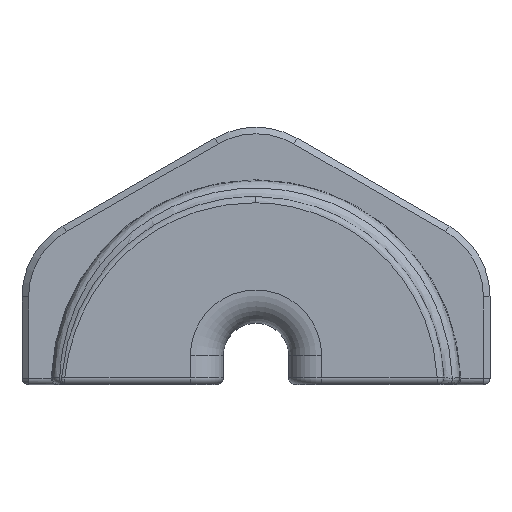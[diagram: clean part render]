
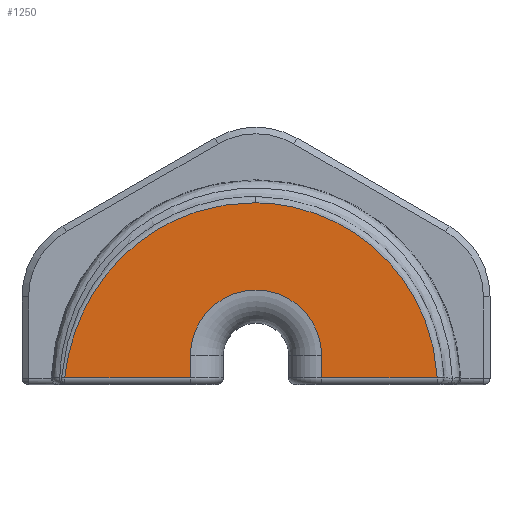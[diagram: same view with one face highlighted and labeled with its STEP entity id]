
A CAD part, top view. The second image highlights one B-rep face of the part: STEP entity #1250.
In plain terms, the highlighted planar face has unit normal (0, 0, 1).
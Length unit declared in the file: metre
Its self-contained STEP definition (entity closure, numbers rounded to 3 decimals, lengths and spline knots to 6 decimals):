
#72=CIRCLE('',#1365,0.004);
#148=LINE('',#3105,#230);
#149=LINE('',#3108,#231);
#150=LINE('',#3127,#232);
#151=LINE('',#3129,#233);
#230=VECTOR('',#1555,1.);
#231=VECTOR('',#1556,1.);
#232=VECTOR('',#1557,1.);
#233=VECTOR('',#1558,1.);
#285=PLANE('',#1364);
#315=B_SPLINE_CURVE_WITH_KNOTS('',3,(#3110,#3111,#3112,#3113,#3114,#3115,
#3116),.UNSPECIFIED.,.F.,.F.,(4,1,1,1,4),(0.017707,0.021963,
0.026219,0.030475,0.034731),.UNSPECIFIED.);
#316=B_SPLINE_CURVE_WITH_KNOTS('',3,(#3118,#3119,#3120,#3121,#3122,#3123,
#3124,#3125),.UNSPECIFIED.,.F.,.F.,(4,1,1,1,1,4),(0.,
0.004329,0.006493,0.008657,0.012986,
0.017315),.UNSPECIFIED.);
#424=ORIENTED_EDGE('',*,*,#800,.T.);
#425=ORIENTED_EDGE('',*,*,#801,.T.);
#426=ORIENTED_EDGE('',*,*,#802,.T.);
#427=ORIENTED_EDGE('',*,*,#803,.T.);
#428=ORIENTED_EDGE('',*,*,#804,.T.);
#429=ORIENTED_EDGE('',*,*,#805,.T.);
#430=ORIENTED_EDGE('',*,*,#806,.T.);
#800=EDGE_CURVE('',#983,#984,#148,.F.);
#801=EDGE_CURVE('',#984,#985,#149,.F.);
#802=EDGE_CURVE('',#985,#986,#315,.T.);
#803=EDGE_CURVE('',#986,#987,#316,.T.);
#804=EDGE_CURVE('',#987,#988,#150,.F.);
#805=EDGE_CURVE('',#988,#989,#151,.F.);
#806=EDGE_CURVE('',#989,#983,#72,.F.);
#983=VERTEX_POINT('',#3106);
#984=VERTEX_POINT('',#3107);
#985=VERTEX_POINT('',#3109);
#986=VERTEX_POINT('',#3117);
#987=VERTEX_POINT('',#3126);
#988=VERTEX_POINT('',#3128);
#989=VERTEX_POINT('',#3130);
#1053=EDGE_LOOP('',(#424,#425,#426,#427,#428,#429,#430));
#1140=FACE_BOUND('',#1053,.T.);
#1250=ADVANCED_FACE('',(#1140),#285,.T.);
#1364=AXIS2_PLACEMENT_3D('',#3104,#1553,#1554);
#1365=AXIS2_PLACEMENT_3D('',#3131,#1559,#1560);
#1553=DIRECTION('',(0.,0.,1.));
#1554=DIRECTION('',(0.866,-0.5,0.));
#1555=DIRECTION('',(0.,1.,0.));
#1556=DIRECTION('',(-1.,0.,0.));
#1557=DIRECTION('',(-1.,0.,0.));
#1558=DIRECTION('',(0.,-1.,0.));
#1559=DIRECTION('',(0.,0.,1.));
#1560=DIRECTION('',(0.866,-0.5,0.));
#3104=CARTESIAN_POINT('',(0.,0.,0.013));
#3105=CARTESIAN_POINT('',(0.004,-0.00175,0.013));
#3106=CARTESIAN_POINT('',(0.004,0.00175,0.013));
#3107=CARTESIAN_POINT('',(0.004,0.0004,0.013));
#3108=CARTESIAN_POINT('',(0.011048,0.0004,0.013));
#3109=CARTESIAN_POINT('',(0.011036,0.0004,0.013));
#3110=CARTESIAN_POINT('',(0.011036,0.0004,0.013));
#3111=CARTESIAN_POINT('',(0.010969,0.001807,0.013));
#3112=CARTESIAN_POINT('',(0.010299,0.004595,0.013));
#3113=CARTESIAN_POINT('',(0.007824,0.008111,0.013));
#3114=CARTESIAN_POINT('',(0.004227,0.010464,0.013));
#3115=CARTESIAN_POINT('',(0.001417,0.011044,0.013));
#3116=CARTESIAN_POINT('',(-0.000005,0.011063,0.013));
#3117=CARTESIAN_POINT('',(-0.000005,0.011063,0.013));
#3118=CARTESIAN_POINT('',(-0.000005,0.011063,0.013));
#3119=CARTESIAN_POINT('',(-0.001459,0.011082,0.013));
#3120=CARTESIAN_POINT('',(-0.003627,0.010682,0.013));
#3121=CARTESIAN_POINT('',(-0.006203,0.009396,0.013));
#3122=CARTESIAN_POINT('',(-0.008526,0.007615,0.013));
#3123=CARTESIAN_POINT('',(-0.010693,0.00469,0.013));
#3124=CARTESIAN_POINT('',(-0.011491,0.001843,0.013));
#3125=CARTESIAN_POINT('',(-0.011642,0.0004,0.013));
#3126=CARTESIAN_POINT('',(-0.011642,0.0004,0.013));
#3127=CARTESIAN_POINT('',(-0.004,0.0004,0.013));
#3128=CARTESIAN_POINT('',(-0.004,0.0004,0.013));
#3129=CARTESIAN_POINT('',(-0.004,0.00175,0.013));
#3130=CARTESIAN_POINT('',(-0.004,0.00175,0.013));
#3131=CARTESIAN_POINT('',(0.,0.00175,0.013));
